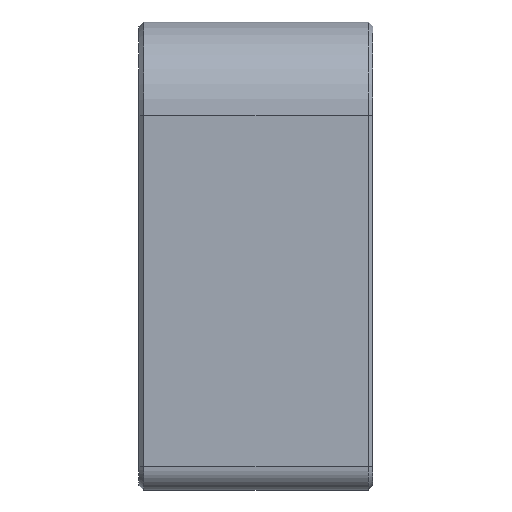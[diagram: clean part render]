
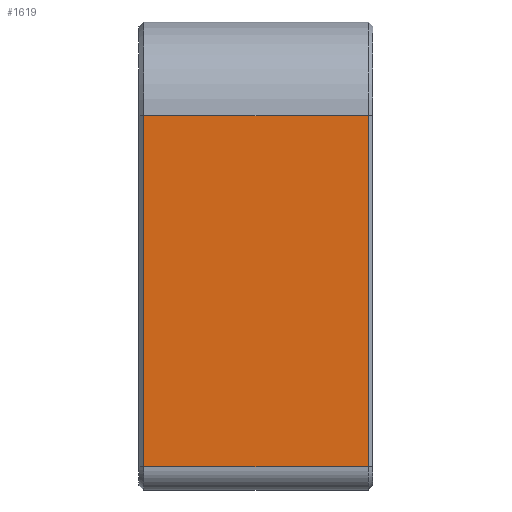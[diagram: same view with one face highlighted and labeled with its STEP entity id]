
A CAD part, front view. The second image highlights one B-rep face of the part: STEP entity #1619.
In plain terms, the highlighted planar face has unit normal (0, -1, 0).
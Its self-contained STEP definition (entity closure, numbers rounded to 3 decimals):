
#79 = DIRECTION ( 'NONE',  ( -1., 0., 0. ) ) ;
#100 = LINE ( 'NONE', #109, #1385 ) ;
#109 = CARTESIAN_POINT ( 'NONE',  ( 4.8, -3., 12. ) ) ;
#136 = VERTEX_POINT ( 'NONE', #1696 ) ;
#179 = ORIENTED_EDGE ( 'NONE', *, *, #1631, .T. ) ;
#211 = CARTESIAN_POINT ( 'NONE',  ( -5., -3., -3. ) ) ;
#226 = VERTEX_POINT ( 'NONE', #894 ) ;
#318 = ORIENTED_EDGE ( 'NONE', *, *, #731, .T. ) ;
#331 = CARTESIAN_POINT ( 'NONE',  ( -5., -3., 16. ) ) ;
#357 = LINE ( 'NONE', #211, #1562 ) ;
#385 = ORIENTED_EDGE ( 'NONE', *, *, #1463, .T. ) ;
#562 = DIRECTION ( 'NONE',  ( 0., 0., -1. ) ) ;
#715 = VERTEX_POINT ( 'NONE', #1048 ) ;
#731 = EDGE_CURVE ( 'NONE', #226, #136, #1288, .T. ) ;
#882 = AXIS2_PLACEMENT_3D ( 'NONE', #331, #1144, #1695 ) ;
#894 = CARTESIAN_POINT ( 'NONE',  ( 4.8, -3., 12. ) ) ;
#901 = CARTESIAN_POINT ( 'NONE',  ( -5., -3., 12. ) ) ;
#985 = VERTEX_POINT ( 'NONE', #1498 ) ;
#1048 = CARTESIAN_POINT ( 'NONE',  ( 4.8, -3., -3. ) ) ;
#1109 = VECTOR ( 'NONE', #79, 1000. ) ;
#1144 = DIRECTION ( 'NONE',  ( 0., -1., 0. ) ) ;
#1151 = PLANE ( 'NONE',  #882 ) ;
#1247 = VECTOR ( 'NONE', #562, 1000. ) ;
#1275 = FACE_OUTER_BOUND ( 'NONE', #1313, .T. ) ;
#1288 = LINE ( 'NONE', #901, #1109 ) ;
#1313 = EDGE_LOOP ( 'NONE', ( #318, #385, #179, #1540 ) ) ;
#1385 = VECTOR ( 'NONE', #1460, 1000. ) ;
#1424 = DIRECTION ( 'NONE',  ( 1., 0., 0. ) ) ;
#1460 = DIRECTION ( 'NONE',  ( 0., 0., 1. ) ) ;
#1463 = EDGE_CURVE ( 'NONE', #136, #985, #1661, .T. ) ;
#1498 = CARTESIAN_POINT ( 'NONE',  ( -4.8, -3., -3. ) ) ;
#1540 = ORIENTED_EDGE ( 'NONE', *, *, #1724, .T. ) ;
#1562 = VECTOR ( 'NONE', #1424, 1000. ) ;
#1619 = ADVANCED_FACE ( 'NONE', ( #1275 ), #1151, .T. ) ;
#1631 = EDGE_CURVE ( 'NONE', #985, #715, #357, .T. ) ;
#1661 = LINE ( 'NONE', #1777, #1247 ) ;
#1695 = DIRECTION ( 'NONE',  ( 0., 0., -1. ) ) ;
#1696 = CARTESIAN_POINT ( 'NONE',  ( -4.8, -3., 12. ) ) ;
#1724 = EDGE_CURVE ( 'NONE', #715, #226, #100, .T. ) ;
#1777 = CARTESIAN_POINT ( 'NONE',  ( -4.8, -3., 16. ) ) ;
